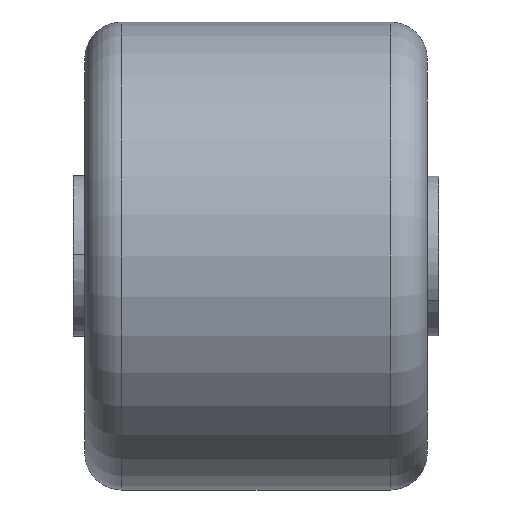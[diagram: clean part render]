
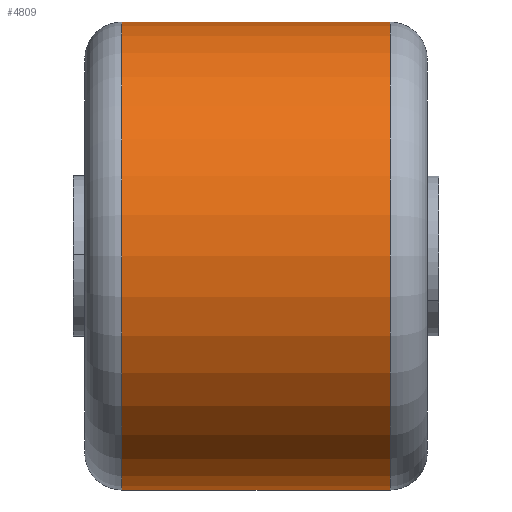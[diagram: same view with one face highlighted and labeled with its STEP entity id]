
A CAD part, front view. The second image highlights one B-rep face of the part: STEP entity #4809.
In plain terms, the highlighted cylindrical face has radius 41 mm (diameter 82 mm), a partial arc.
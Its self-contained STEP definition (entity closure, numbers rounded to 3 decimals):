
#232 = CARTESIAN_POINT ( 'NONE',  ( -23.5, 0., 250.987 ) ) ;
#325 = DIRECTION ( 'NONE',  ( 0., 0., 1. ) ) ;
#429 = CIRCLE ( 'NONE', #1406, 41. ) ;
#460 = CARTESIAN_POINT ( 'NONE',  ( -57.637, 0., 250.987 ) ) ;
#503 = CARTESIAN_POINT ( 'NONE',  ( -57.637, 0., 332.987 ) ) ;
#514 = EDGE_CURVE ( 'NONE', #3820, #3018, #2704, .T. ) ;
#570 = CARTESIAN_POINT ( 'NONE',  ( 23.5, 0., 332.987 ) ) ;
#629 = DIRECTION ( 'NONE',  ( -1., 0., 0. ) ) ;
#822 = ORIENTED_EDGE ( 'NONE', *, *, #5117, .T. ) ;
#906 = EDGE_CURVE ( 'NONE', #5166, #2192, #2274, .T. ) ;
#1068 = CARTESIAN_POINT ( 'NONE',  ( 23.5, 0., 291.987 ) ) ;
#1223 = CIRCLE ( 'NONE', #5260, 41. ) ;
#1406 = AXIS2_PLACEMENT_3D ( 'NONE', #3559, #3187, #2858 ) ;
#1582 = ORIENTED_EDGE ( 'NONE', *, *, #5180, .T. ) ;
#1619 = VECTOR ( 'NONE', #629, 1000. ) ;
#1948 = CARTESIAN_POINT ( 'NONE',  ( 23.5, 0., 250.987 ) ) ;
#2192 = VERTEX_POINT ( 'NONE', #232 ) ;
#2274 = LINE ( 'NONE', #460, #2412 ) ;
#2412 = VECTOR ( 'NONE', #3483, 1000. ) ;
#2428 = DIRECTION ( 'NONE',  ( 0., 0., 1. ) ) ;
#2704 = LINE ( 'NONE', #503, #1619 ) ;
#2781 = AXIS2_PLACEMENT_3D ( 'NONE', #5004, #5483, #325 ) ;
#2858 = DIRECTION ( 'NONE',  ( 0., 0., -1. ) ) ;
#3018 = VERTEX_POINT ( 'NONE', #3601 ) ;
#3187 = DIRECTION ( 'NONE',  ( 1., 0., 0. ) ) ;
#3275 = CYLINDRICAL_SURFACE ( 'NONE', #2781, 41. ) ;
#3483 = DIRECTION ( 'NONE',  ( -1., 0., 0. ) ) ;
#3559 = CARTESIAN_POINT ( 'NONE',  ( -23.5, 0., 291.987 ) ) ;
#3601 = CARTESIAN_POINT ( 'NONE',  ( -23.5, 0., 332.987 ) ) ;
#3820 = VERTEX_POINT ( 'NONE', #570 ) ;
#4002 = FACE_OUTER_BOUND ( 'NONE', #4502, .T. ) ;
#4365 = ORIENTED_EDGE ( 'NONE', *, *, #906, .F. ) ;
#4493 = DIRECTION ( 'NONE',  ( -1., 0., 0. ) ) ;
#4502 = EDGE_LOOP ( 'NONE', ( #4365, #1582, #4779, #822 ) ) ;
#4779 = ORIENTED_EDGE ( 'NONE', *, *, #514, .T. ) ;
#4809 = ADVANCED_FACE ( 'NONE', ( #4002 ), #3275, .T. ) ;
#5004 = CARTESIAN_POINT ( 'NONE',  ( -57.637, 0., 291.987 ) ) ;
#5117 = EDGE_CURVE ( 'NONE', #3018, #2192, #429, .T. ) ;
#5166 = VERTEX_POINT ( 'NONE', #1948 ) ;
#5180 = EDGE_CURVE ( 'NONE', #5166, #3820, #1223, .T. ) ;
#5260 = AXIS2_PLACEMENT_3D ( 'NONE', #1068, #4493, #2428 ) ;
#5483 = DIRECTION ( 'NONE',  ( -1., 0., 0. ) ) ;
